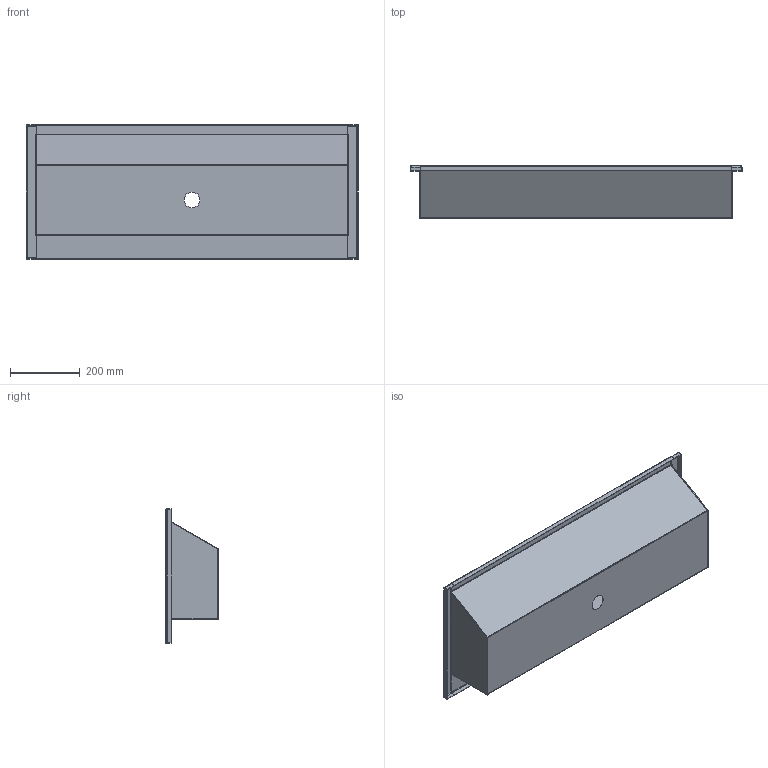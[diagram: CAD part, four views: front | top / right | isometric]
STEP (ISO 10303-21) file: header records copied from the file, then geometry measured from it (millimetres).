
FILE_DESCRIPTION (( 'STEP AP214' ), '1' );
FILE_NAME ('Inset Washtrough With Tap Ledge.STEP', '2023-01-24T09:32:38', ( '' ), ( '' ), 'SwSTEP 2.0', 'SolidWorks 2020', '' );
FILE_SCHEMA (( 'AUTOMOTIVE_DESIGN' ));
Length unit declared in the file: millimetre
Products named in the file (1): Inset Washtrough With Tap Ledge
Bounding box: 950 x 150 x 385.42 mm (x, y, z)
Volume: 895835.1 mm3; surface area: 1361639.6 mm2
Topology: 3 solids, 3 shells, 140 faces, 292 edges, 158 vertices
Faces by surface type: plane 100, cylinder 30, bspline 10
Entity records: 4078 total; most frequent: CARTESIAN_POINT 1169, ORIENTED_EDGE 584, DIRECTION 564, EDGE_CURVE 292, VECTOR 218, LINE 218, AXIS2_PLACEMENT_3D 173, VERTEX_POINT 158
